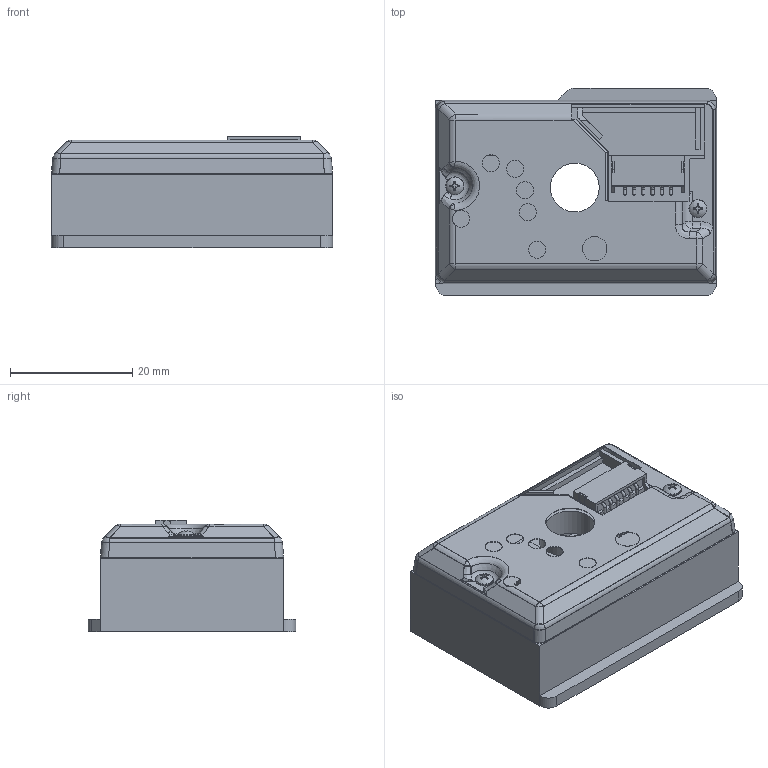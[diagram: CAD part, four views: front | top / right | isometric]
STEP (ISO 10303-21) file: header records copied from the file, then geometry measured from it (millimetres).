
FILE_DESCRIPTION(/* description */ (''),/* implementation_level */ '2;1');
FILE_NAME(/* name */ '829c8025-84fc-4d94-ada6-8986f4100ab3.stp',/* time_stamp */ '2016-07-31T03:03:12+00:00',/* author */ (''),/* organization */ (''),/* preprocessor_version */ 'ST-DEVELOPER v16.5',/* originating_system */ 'Autodesk Translation Framework v5.1.0.2740',/* authorisation */ '');
FILE_SCHEMA (('AUTOMOTIVE_DESIGN { 1 0 10303 214 3 1 1 }'));
Length unit declared in the file: centimetre
Products named in the file (18): GP2Y1010A0F_Dust_Sensor v7; lower_housing; upper_housing; shell; circuit; sioc-8 v5; package; lead; JST_ZR_SM4_Connector v3; package (1); Component12; Component13; pcb; SOT23-WIDE; resistor_0603; cap0603_03; sod0603_03; 99461A515
Assembly tree (23 placements, depth 4):
  GP2Y1010A0F_Dust_Sensor v7
    lower_housing
    upper_housing
    shell
    circuit
      sioc-8 v5
        package
        lead
      JST_ZR_SM4_Connector v3
        package (1)
        Component12
        Component13
      pcb
      SOT23-WIDE
      resistor_0603  x2
      cap0603_03  x4
      sod0603_03  x2
    99461A515  x2
Bounding box: 46 x 34 x 18.2 mm (x, y, z)
Volume: 10381.1 mm3; surface area: 20060.7 mm2
Topology: 60 solids, 60 shells, 1834 faces, 4568 edges, 2849 vertices
Faces by surface type: plane 855, cylinder 635, bspline 136, sphere 124, cone 64, torus 20
Full cylindrical faces by diameter (mm): 0.5 x24, 1.5 x2, 2.5 x2, 2.8 x6, 2.946 x2, 3 x2, 4 x1, 8 x2, 9 x1, 10 x1
Entity records: 44205 total; most frequent: CARTESIAN_POINT 13177, ORIENTED_EDGE 6366, DIRECTION 6214, EDGE_CURVE 3183, LINE 2154, VECTOR 2154, VERTEX_POINT 2067, AXIS2_PLACEMENT_3D 2030
